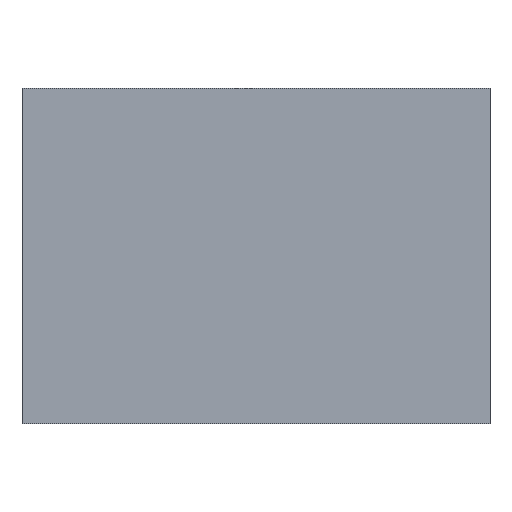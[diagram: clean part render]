
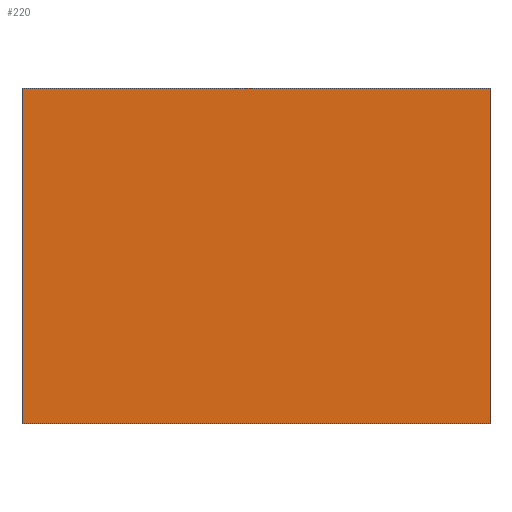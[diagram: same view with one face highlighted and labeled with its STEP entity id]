
A CAD part, front view. The second image highlights one B-rep face of the part: STEP entity #220.
In plain terms, the highlighted planar face has unit normal (0, -1, 0).
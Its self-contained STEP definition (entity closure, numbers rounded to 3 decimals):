
#4 = EDGE_CURVE ( 'NONE', #42, #226, #188, .T. ) ;
#18 = EDGE_CURVE ( 'NONE', #23, #41, #186, .T. ) ;
#22 = DIRECTION ( 'NONE',  ( 0., 0., -1. ) ) ;
#23 = VERTEX_POINT ( 'NONE', #65 ) ;
#26 = EDGE_LOOP ( 'NONE', ( #112, #205, #101, #64 ) ) ;
#29 = CARTESIAN_POINT ( 'NONE',  ( -251., 0., 180. ) ) ;
#30 = VECTOR ( 'NONE', #123, 1000. ) ;
#33 = DIRECTION ( 'NONE',  ( 0., -1., 0. ) ) ;
#41 = VERTEX_POINT ( 'NONE', #135 ) ;
#42 = VERTEX_POINT ( 'NONE', #222 ) ;
#47 = FACE_OUTER_BOUND ( 'NONE', #26, .T. ) ;
#64 = ORIENTED_EDGE ( 'NONE', *, *, #4, .F. ) ;
#65 = CARTESIAN_POINT ( 'NONE',  ( -251., 0., 180. ) ) ;
#67 = CARTESIAN_POINT ( 'NONE',  ( 0., 0., 0. ) ) ;
#71 = CARTESIAN_POINT ( 'NONE',  ( -251., 0., -180. ) ) ;
#74 = EDGE_CURVE ( 'NONE', #41, #42, #150, .T. ) ;
#79 = CARTESIAN_POINT ( 'NONE',  ( -251., 0., 180. ) ) ;
#91 = PLANE ( 'NONE',  #198 ) ;
#101 = ORIENTED_EDGE ( 'NONE', *, *, #116, .F. ) ;
#102 = CARTESIAN_POINT ( 'NONE',  ( -251., 0., -180. ) ) ;
#112 = ORIENTED_EDGE ( 'NONE', *, *, #74, .F. ) ;
#116 = EDGE_CURVE ( 'NONE', #226, #23, #195, .T. ) ;
#120 = VECTOR ( 'NONE', #228, 1000. ) ;
#123 = DIRECTION ( 'NONE',  ( 0., 0., 1. ) ) ;
#133 = DIRECTION ( 'NONE',  ( -1., 0., 0. ) ) ;
#135 = CARTESIAN_POINT ( 'NONE',  ( 251., 0., 180. ) ) ;
#137 = DIRECTION ( 'NONE',  ( 0., 0., -1. ) ) ;
#150 = LINE ( 'NONE', #225, #184 ) ;
#184 = VECTOR ( 'NONE', #22, 1000. ) ;
#186 = LINE ( 'NONE', #79, #120 ) ;
#188 = LINE ( 'NONE', #102, #209 ) ;
#195 = LINE ( 'NONE', #29, #30 ) ;
#198 = AXIS2_PLACEMENT_3D ( 'NONE', #67, #33, #137 ) ;
#205 = ORIENTED_EDGE ( 'NONE', *, *, #18, .F. ) ;
#209 = VECTOR ( 'NONE', #133, 1000. ) ;
#220 = ADVANCED_FACE ( 'NONE', ( #47 ), #91, .T. ) ;
#222 = CARTESIAN_POINT ( 'NONE',  ( 251., 0., -180. ) ) ;
#225 = CARTESIAN_POINT ( 'NONE',  ( 251., 0., 180. ) ) ;
#226 = VERTEX_POINT ( 'NONE', #71 ) ;
#228 = DIRECTION ( 'NONE',  ( 1., 0., 0. ) ) ;
